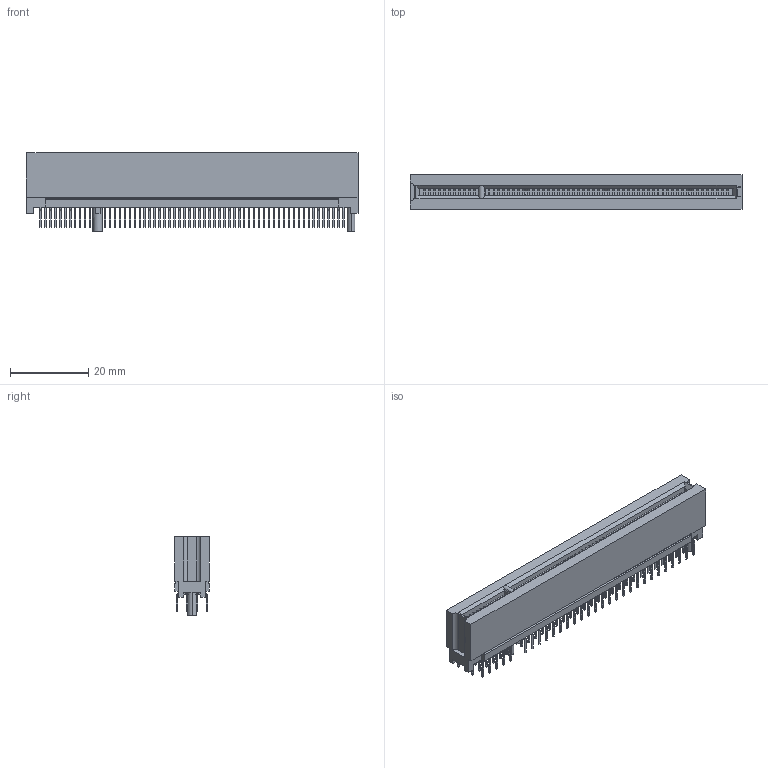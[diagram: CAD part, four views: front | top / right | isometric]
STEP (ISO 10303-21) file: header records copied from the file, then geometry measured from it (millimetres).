
FILE_DESCRIPTION(('STEP AP242'),'1');
FILE_NAME('1-5145154-2.stp','2022-05-01T14:21:48',('TraceParts'),('TraceParts S.A.'),'Spatial InterOp 3D',' ',' ');
FILE_SCHEMA(('AP242_MANAGED_MODEL_BASED_3D_ENGINEERING_MIM_LF {1 0 10303 442 1 1 4}'));
Length unit declared in the file: millimetre
Products named in the file (1): 1-5145154-2
Bounding box: 84.84 x 8.89 x 20.13 mm (x, y, z)
Volume: 9447.3 mm3; surface area: 7109.5 mm2
Topology: 1 solids, 1 shells, 2628 faces, 7506 edges, 5002 vertices
Faces by surface type: plane 1651, cylinder 947, extrusion 30
Entity records: 86706 total; most frequent: CARTESIAN_POINT 15761, ORIENTED_EDGE 15012, DIRECTION 14566, EDGE_CURVE 7506, VECTOR 5570, LINE 5540, VERTEX_POINT 5002, AXIS2_PLACEMENT_3D 4498
